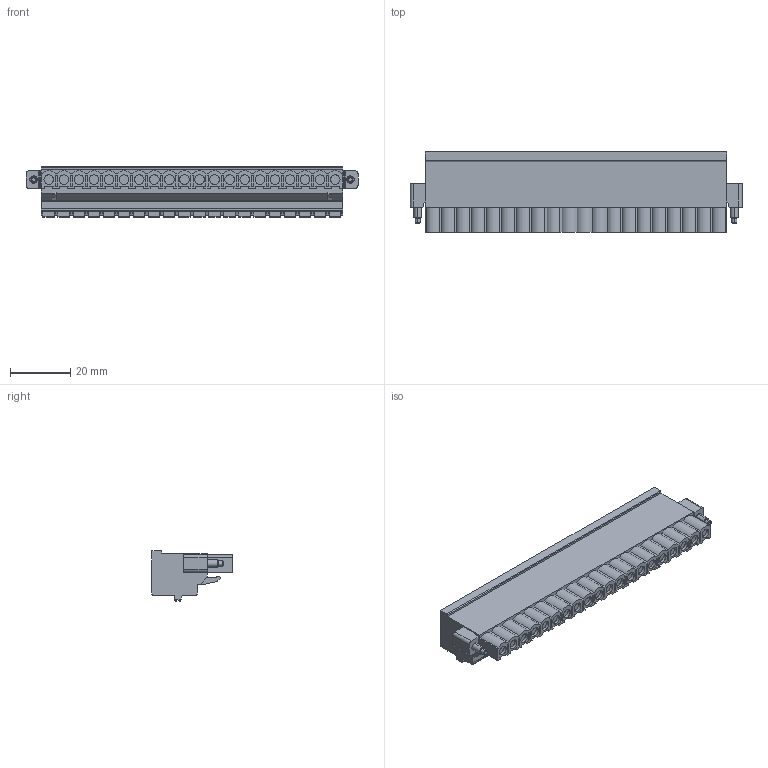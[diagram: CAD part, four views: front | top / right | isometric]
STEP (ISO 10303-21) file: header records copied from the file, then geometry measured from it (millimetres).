
FILE_DESCRIPTION((''),'2;1');
FILE_NAME('3333','2024-09-23T09:42:17',('tluser'),(''),'CREO PARAMETRIC BY PTC INC, 2018100','CREO PARAMETRIC BY PTC INC, 2018100','');
FILE_SCHEMA(('CONFIG_CONTROL_DESIGN'));
Length unit declared in the file: millimetre
Products named in the file (1): 3333
Bounding box: 110.1 x 26.6 x 16.7 mm (x, y, z)
Volume: 27898.6 mm3; surface area: 11943.3 mm2
Topology: 1 solids, 1 shells, 1174 faces, 3018 edges, 2008 vertices
Faces by surface type: plane 789, cylinder 377, cone 4, torus 4
Entity records: 35674 total; most frequent: CARTESIAN_POINT 6200, DIRECTION 6136, ORIENTED_EDGE 6036, EDGE_CURVE 3018, VECTOR 2248, LINE 2248, VERTEX_POINT 2008, AXIS2_PLACEMENT_3D 1944
